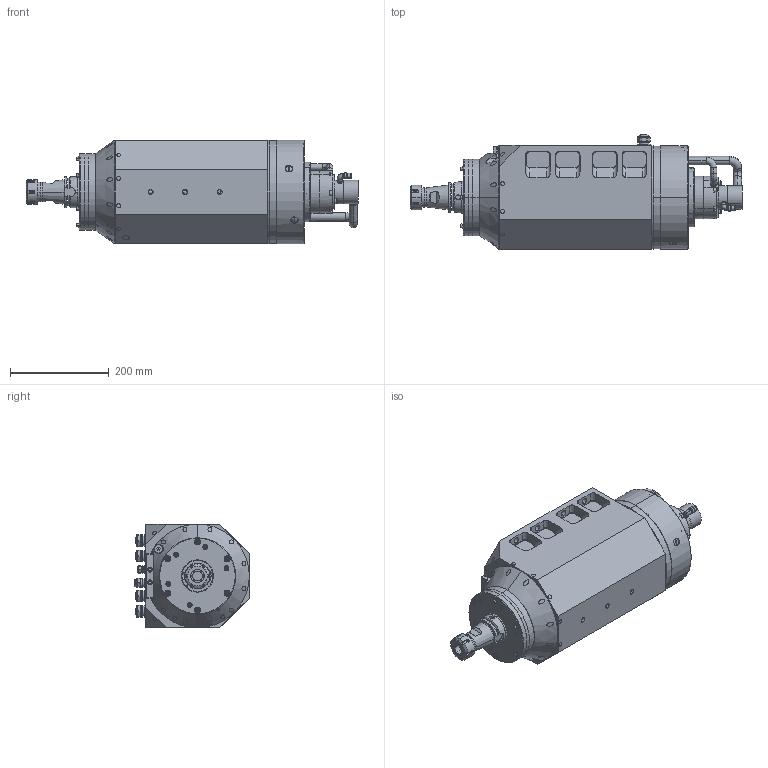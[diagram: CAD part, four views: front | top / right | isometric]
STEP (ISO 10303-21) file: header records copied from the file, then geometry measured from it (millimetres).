
FILE_DESCRIPTION (( 'STEP AP203' ), '1' );
FILE_NAME ('210A24KPSW-01-.STEP', '2014-06-30T11:59:50', ( '' ), ( '' ), 'SwSTEP 2.0', 'SolidWorks 2014', '' );
FILE_SCHEMA (( 'CONFIG_CONTROL_DESIGN' ));
Products named in the file (1): 210A24KPSW-01-
Bounding box: 672.36 x 232 x 210 mm (x, y, z)
Surface area: 573663.9 mm2 (no closed solid volume)
Topology: 0 solids, 149 shells, 1464 faces, 4215 edges, 2866 vertices
Faces by surface type: cylinder 593, plane 511, torus 176, cone 135, bspline 31, sphere 18
Entity records: 53304 total; most frequent: CARTESIAN_POINT 14685, DIRECTION 8638, ORIENTED_EDGE 7024, EDGE_CURVE 4162, AXIS2_PLACEMENT_3D 3439, VERTEX_POINT 2848, CIRCLE 2005, EDGE_LOOP 1791
